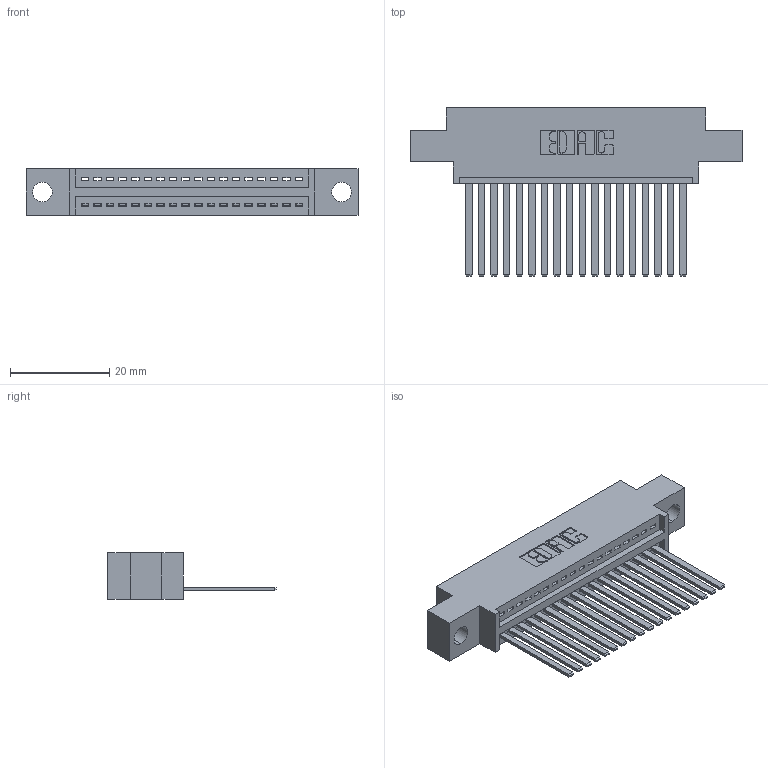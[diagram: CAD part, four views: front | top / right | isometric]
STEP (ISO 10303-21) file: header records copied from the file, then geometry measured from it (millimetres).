
FILE_DESCRIPTION (( 'STEP AP203' ), '1' );
FILE_NAME ('395-018-544-604.STEP', '2018-11-07T03:06:44', ( '' ), ( '' ), 'SwSTEP 2.0', 'SolidWorks 2016', '' );
FILE_SCHEMA (( 'CONFIG_CONTROL_DESIGN' ));
Length unit declared in the file: inch
Products named in the file (3): 345-292-001_345-293-144; 395-018-544-604; 345 Part_0.170 Offset - 0.156 Dia-TH
Assembly tree (19 placements, depth 2):
  395-018-544-604
    345 Part_0.170 Offset - 0.156 Dia-TH
    345-292-001_345-293-144  x18
Bounding box: 66.93 x 33.96 x 9.4 mm (x, y, z)
Volume: 6167.6 mm3; surface area: 8431.1 mm2
Topology: 19 solids, 19 shells, 1066 faces, 3197 edges, 2106 vertices
Faces by surface type: plane 732, cylinder 334
Entity records: 16729 total; most frequent: CARTESIAN_POINT 2906, ORIENTED_EDGE 2858, DIRECTION 2569, EDGE_CURVE 1429, LINE 1229, VECTOR 1229, VERTEX_POINT 950, AXIS2_PLACEMENT_3D 670
